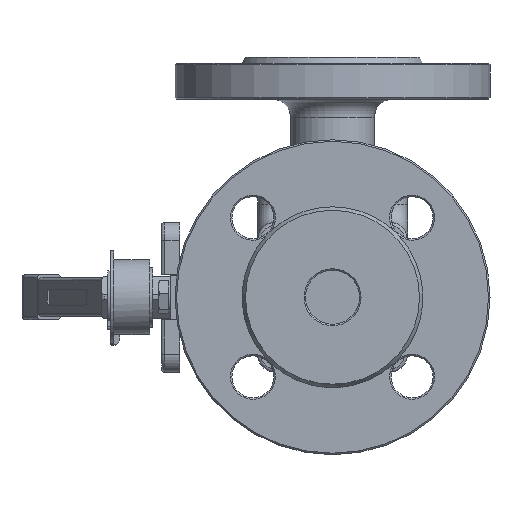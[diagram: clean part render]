
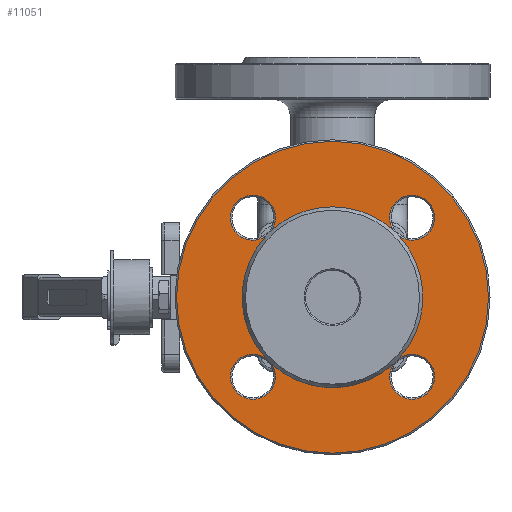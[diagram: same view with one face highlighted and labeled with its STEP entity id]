
A CAD part, left-side view. The second image highlights one B-rep face of the part: STEP entity #11051.
In plain terms, the highlighted planar face has unit normal (-1, 0, 0).
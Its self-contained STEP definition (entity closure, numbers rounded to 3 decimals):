
#349=FACE_BOUND('',#3398,.T.);
#2723=FACE_OUTER_BOUND('',#3397,.T.);
#3397=EDGE_LOOP('',(#8246));
#3398=EDGE_LOOP('',(#8247,#8248,#8249,#8250,#8251,#8252,#8253,#8254,#8255,
#8256,#8257,#8258,#8259));
#4037=CIRCLE('',#12080,30.155);
#4038=CIRCLE('',#12081,30.155);
#4039=CIRCLE('',#12082,30.155);
#4040=CIRCLE('',#12083,30.155);
#4042=CIRCLE('',#12085,30.155);
#4044=CIRCLE('',#12089,7.5);
#4045=CIRCLE('',#12090,7.5);
#4047=CIRCLE('',#12094,7.5);
#4048=CIRCLE('',#12095,7.5);
#4052=CIRCLE('',#12104,7.5);
#4053=CIRCLE('',#12105,7.5);
#4055=CIRCLE('',#12109,7.5);
#4056=CIRCLE('',#12110,7.5);
#4057=CIRCLE('',#12112,52.);
#4763=VERTEX_POINT('',#18011);
#4764=VERTEX_POINT('',#18012);
#4765=VERTEX_POINT('',#18014);
#4766=VERTEX_POINT('',#18029);
#4767=VERTEX_POINT('',#18031);
#4768=VERTEX_POINT('',#18046);
#4769=VERTEX_POINT('',#18048);
#4770=VERTEX_POINT('',#18063);
#4772=VERTEX_POINT('',#18068);
#4774=VERTEX_POINT('',#18089);
#4776=VERTEX_POINT('',#18098);
#4780=VERTEX_POINT('',#18116);
#4782=VERTEX_POINT('',#18125);
#4783=VERTEX_POINT('',#18130);
#6014=EDGE_CURVE('',#4763,#4764,#4037,.T.);
#6016=EDGE_CURVE('',#4765,#4766,#4038,.T.);
#6018=EDGE_CURVE('',#4767,#4768,#4039,.T.);
#6020=EDGE_CURVE('',#4769,#4770,#4040,.T.);
#6023=EDGE_CURVE('',#4770,#4772,#4042,.T.);
#6027=EDGE_CURVE('',#4772,#4774,#4044,.T.);
#6029=EDGE_CURVE('',#4774,#4763,#4045,.T.);
#6032=EDGE_CURVE('',#4764,#4776,#4047,.T.);
#6034=EDGE_CURVE('',#4776,#4765,#4048,.T.);
#6041=EDGE_CURVE('',#4766,#4780,#4052,.T.);
#6043=EDGE_CURVE('',#4780,#4767,#4053,.T.);
#6046=EDGE_CURVE('',#4768,#4782,#4055,.T.);
#6048=EDGE_CURVE('',#4782,#4769,#4056,.T.);
#6049=EDGE_CURVE('',#4783,#4783,#4057,.T.);
#8246=ORIENTED_EDGE('',*,*,#6049,.F.);
#8247=ORIENTED_EDGE('',*,*,#6046,.F.);
#8248=ORIENTED_EDGE('',*,*,#6018,.F.);
#8249=ORIENTED_EDGE('',*,*,#6043,.F.);
#8250=ORIENTED_EDGE('',*,*,#6041,.F.);
#8251=ORIENTED_EDGE('',*,*,#6016,.F.);
#8252=ORIENTED_EDGE('',*,*,#6034,.F.);
#8253=ORIENTED_EDGE('',*,*,#6032,.F.);
#8254=ORIENTED_EDGE('',*,*,#6014,.F.);
#8255=ORIENTED_EDGE('',*,*,#6029,.F.);
#8256=ORIENTED_EDGE('',*,*,#6027,.F.);
#8257=ORIENTED_EDGE('',*,*,#6023,.F.);
#8258=ORIENTED_EDGE('',*,*,#6020,.F.);
#8259=ORIENTED_EDGE('',*,*,#6048,.F.);
#10049=PLANE('',#12111);
#11051=ADVANCED_FACE('',(#2723,#349),#10049,.T.);
#12080=AXIS2_PLACEMENT_3D('',#18013,#14108,#14109);
#12081=AXIS2_PLACEMENT_3D('',#18030,#14110,#14111);
#12082=AXIS2_PLACEMENT_3D('',#18047,#14112,#14113);
#12083=AXIS2_PLACEMENT_3D('',#18064,#14114,#14115);
#12085=AXIS2_PLACEMENT_3D('',#18069,#14119,#14120);
#12089=AXIS2_PLACEMENT_3D('',#18090,#14128,#14129);
#12090=AXIS2_PLACEMENT_3D('',#18092,#14131,#14132);
#12094=AXIS2_PLACEMENT_3D('',#18099,#14140,#14141);
#12095=AXIS2_PLACEMENT_3D('',#18101,#14143,#14144);
#12104=AXIS2_PLACEMENT_3D('',#18117,#14164,#14165);
#12105=AXIS2_PLACEMENT_3D('',#18119,#14167,#14168);
#12109=AXIS2_PLACEMENT_3D('',#18126,#14176,#14177);
#12110=AXIS2_PLACEMENT_3D('',#18128,#14179,#14180);
#12111=AXIS2_PLACEMENT_3D('',#18129,#14181,#14182);
#12112=AXIS2_PLACEMENT_3D('',#18131,#14183,#14184);
#14108=DIRECTION('center_axis',(-1.,0.,0.));
#14109=DIRECTION('ref_axis',(0.,0.,-1.));
#14110=DIRECTION('center_axis',(-1.,0.,0.));
#14111=DIRECTION('ref_axis',(0.,0.,-1.));
#14112=DIRECTION('center_axis',(-1.,0.,0.));
#14113=DIRECTION('ref_axis',(0.,0.,-1.));
#14114=DIRECTION('center_axis',(-1.,0.,0.));
#14115=DIRECTION('ref_axis',(0.,0.,-1.));
#14119=DIRECTION('center_axis',(-1.,0.,0.));
#14120=DIRECTION('ref_axis',(0.,0.,-1.));
#14128=DIRECTION('center_axis',(-1.,0.,0.));
#14129=DIRECTION('ref_axis',(0.,0.,-1.));
#14131=DIRECTION('center_axis',(-1.,0.,0.));
#14132=DIRECTION('ref_axis',(0.,0.,-1.));
#14140=DIRECTION('center_axis',(-1.,0.,0.));
#14141=DIRECTION('ref_axis',(0.,0.,-1.));
#14143=DIRECTION('center_axis',(-1.,0.,0.));
#14144=DIRECTION('ref_axis',(0.,0.,-1.));
#14164=DIRECTION('center_axis',(-1.,0.,0.));
#14165=DIRECTION('ref_axis',(0.,0.,-1.));
#14167=DIRECTION('center_axis',(-1.,0.,0.));
#14168=DIRECTION('ref_axis',(0.,0.,-1.));
#14176=DIRECTION('center_axis',(-1.,0.,0.));
#14177=DIRECTION('ref_axis',(0.,0.,-1.));
#14179=DIRECTION('center_axis',(-1.,0.,0.));
#14180=DIRECTION('ref_axis',(0.,0.,-1.));
#14181=DIRECTION('center_axis',(-1.,0.,0.));
#14182=DIRECTION('ref_axis',(0.,0.,1.));
#14183=DIRECTION('center_axis',(1.,0.,0.));
#14184=DIRECTION('ref_axis',(0.,0.,-1.));
#18011=CARTESIAN_POINT('',(-78.,22.262,20.34));
#18012=CARTESIAN_POINT('',(-78.,22.262,-20.34));
#18013=CARTESIAN_POINT('Origin',(-78.,0.,0.));
#18014=CARTESIAN_POINT('',(-78.,20.34,-22.262));
#18029=CARTESIAN_POINT('',(-78.,-20.34,-22.262));
#18030=CARTESIAN_POINT('Origin',(-78.,0.,0.));
#18031=CARTESIAN_POINT('',(-78.,-22.262,-20.34));
#18046=CARTESIAN_POINT('',(-78.,-22.262,20.34));
#18047=CARTESIAN_POINT('Origin',(-78.,0.,0.));
#18048=CARTESIAN_POINT('',(-78.,-20.34,22.262));
#18063=CARTESIAN_POINT('',(-78.,0.,30.155));
#18064=CARTESIAN_POINT('Origin',(-78.,0.,0.));
#18068=CARTESIAN_POINT('',(-78.,20.34,22.262));
#18069=CARTESIAN_POINT('Origin',(-78.,0.,0.));
#18089=CARTESIAN_POINT('',(-78.,26.517,34.017));
#18090=CARTESIAN_POINT('Origin',(-78.,26.517,26.517));
#18092=CARTESIAN_POINT('Origin',(-78.,26.517,26.517));
#18098=CARTESIAN_POINT('',(-78.,26.517,-19.017));
#18099=CARTESIAN_POINT('Origin',(-78.,26.517,-26.517));
#18101=CARTESIAN_POINT('Origin',(-78.,26.517,-26.517));
#18116=CARTESIAN_POINT('',(-78.,-26.517,-19.017));
#18117=CARTESIAN_POINT('Origin',(-78.,-26.517,-26.517));
#18119=CARTESIAN_POINT('Origin',(-78.,-26.517,-26.517));
#18125=CARTESIAN_POINT('',(-78.,-26.517,34.017));
#18126=CARTESIAN_POINT('Origin',(-78.,-26.517,26.517));
#18128=CARTESIAN_POINT('Origin',(-78.,-26.517,26.517));
#18129=CARTESIAN_POINT('Origin',(-78.,0.,0.));
#18130=CARTESIAN_POINT('',(-78.,0.,52.));
#18131=CARTESIAN_POINT('Origin',(-78.,0.,0.));
